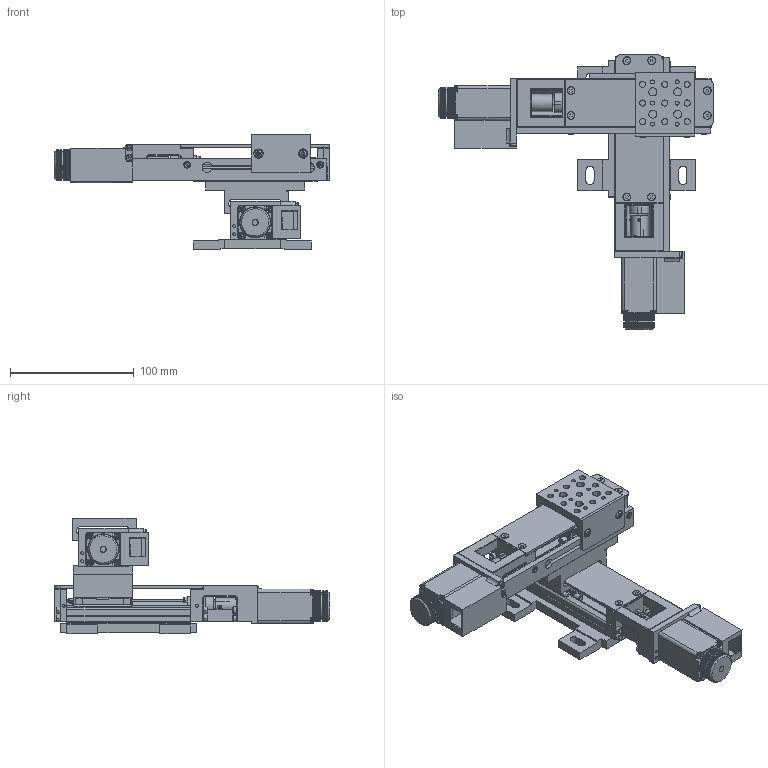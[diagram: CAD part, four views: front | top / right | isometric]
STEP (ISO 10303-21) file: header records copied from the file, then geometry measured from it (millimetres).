
FILE_DESCRIPTION(/* description */ (''),/* implementation_level */ '2;1');
FILE_NAME(/* name */ '03_TS36-SM2-XY1',/* time_stamp */ '2025-05-26T15:17:10+03:00',/* author */ (''),/* organization */ (''),/* preprocessor_version */ 'ST-DEVELOPER v16.5',/* originating_system */ 'Rhino 7.34',/* authorisation */ '');
FILE_SCHEMA (('AUTOMOTIVE_DESIGN'));
Products named in the file (1): Document
Bounding box: 222 x 222 x 93 mm (x, y, z)
Volume: 470526.4 mm3; surface area: 196126.5 mm2
Topology: 1 solids, 9 shells, 4614 faces, 13399 edges, 8841 vertices
Faces by surface type: plane 2831, cylinder 1248, bspline 535
Entity records: 159978 total; most frequent: CARTESIAN_POINT 75571, ORIENTED_EDGE 26604, EDGE_CURVE 13318, VERTEX_POINT 8841, B_SPLINE_CURVE_WITH_KNOTS 8769, EDGE_LOOP 4985, ADVANCED_FACE 4614, FACE_OUTER_BOUND 4614
